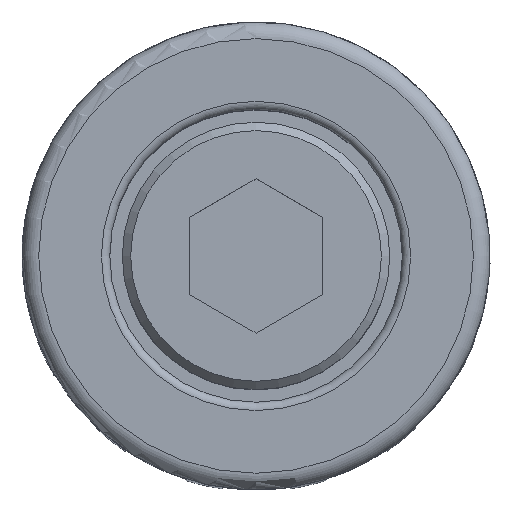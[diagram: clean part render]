
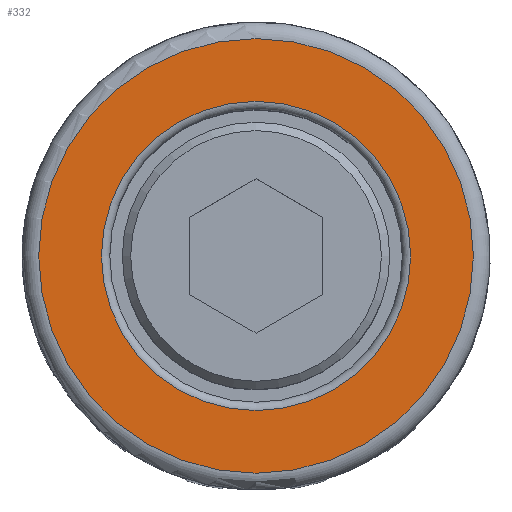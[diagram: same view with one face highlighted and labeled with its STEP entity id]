
A CAD part, top view. The second image highlights one B-rep face of the part: STEP entity #332.
In plain terms, the highlighted planar face has unit normal (0, 0, 1).
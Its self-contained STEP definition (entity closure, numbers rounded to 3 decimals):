
#332 = ADVANCED_FACE( '', ( #719, #720 ), #721, .F. );
#719 = FACE_BOUND( '', #1150, .T. );
#720 = FACE_OUTER_BOUND( '', #1151, .T. );
#721 = PLANE( '', #1152 );
#1150 = EDGE_LOOP( '', ( #2157 ) );
#1151 = EDGE_LOOP( '', ( #2158 ) );
#1152 = AXIS2_PLACEMENT_3D( '', #2159, #2160, #2161 );
#2157 = ORIENTED_EDGE( '', *, *, #2921, .T. );
#2158 = ORIENTED_EDGE( '', *, *, #2821, .T. );
#2159 = CARTESIAN_POINT( '', ( 0., 14., 88. ) );
#2160 = DIRECTION( '', ( 0., 0., -1. ) );
#2161 = DIRECTION( '', ( -1., 0., 0. ) );
#2821 = EDGE_CURVE( '', #3510, #3510, #3511, .F. );
#2921 = EDGE_CURVE( '', #3634, #3634, #3635, .T. );
#3510 = VERTEX_POINT( '', #5174 );
#3511 = CIRCLE( '', #5175, 13. );
#3634 = VERTEX_POINT( '', #5394 );
#3635 = CIRCLE( '', #5395, 9.25 );
#5174 = CARTESIAN_POINT( '', ( -13., 0., 88. ) );
#5175 = AXIS2_PLACEMENT_3D( '', #5857, #5858, #5859 );
#5394 = CARTESIAN_POINT( '', ( -9.25, 0., 88. ) );
#5395 = AXIS2_PLACEMENT_3D( '', #5940, #5941, #5942 );
#5857 = CARTESIAN_POINT( '', ( 0., 0., 88. ) );
#5858 = DIRECTION( '', ( 0., 0., -1. ) );
#5859 = DIRECTION( '', ( -1., 0., 0. ) );
#5940 = CARTESIAN_POINT( '', ( 0., 0., 88. ) );
#5941 = DIRECTION( '', ( 0., 0., -1. ) );
#5942 = DIRECTION( '', ( -1., 0., 0. ) );
